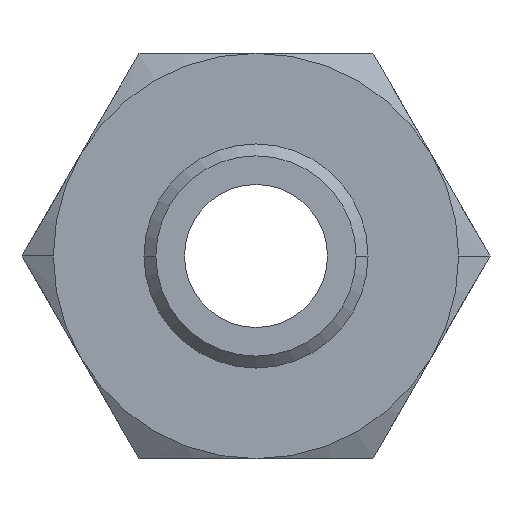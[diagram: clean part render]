
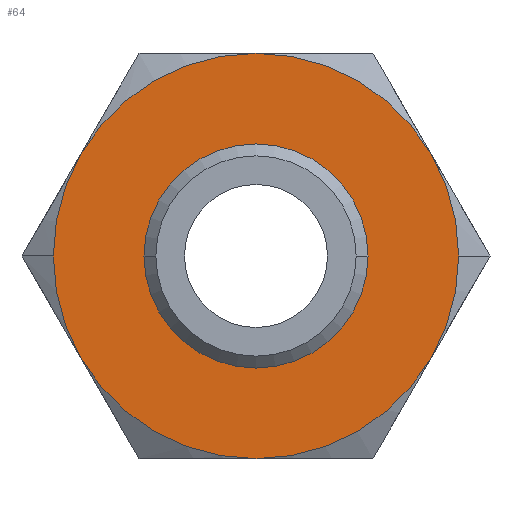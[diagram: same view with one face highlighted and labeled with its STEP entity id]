
A CAD part, front view. The second image highlights one B-rep face of the part: STEP entity #64.
In plain terms, the highlighted planar face has unit normal (0, -1, 0).
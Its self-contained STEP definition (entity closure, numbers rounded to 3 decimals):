
#64=ADVANCED_FACE('',(#158,#159),#160,.T.);
#158=FACE_OUTER_BOUND('',#283,.T.);
#159=FACE_BOUND('',#284,.T.);
#160=PLANE('',#285);
#283=EDGE_LOOP('',(#406,#407,#408,#409,#410,#411,#412,#413));
#284=EDGE_LOOP('',(#414,#415));
#285=AXIS2_PLACEMENT_3D('',#416,#417,#418);
#406=ORIENTED_EDGE('',*,*,#715,.T.);
#407=ORIENTED_EDGE('',*,*,#716,.T.);
#408=ORIENTED_EDGE('',*,*,#717,.T.);
#409=ORIENTED_EDGE('',*,*,#718,.T.);
#410=ORIENTED_EDGE('',*,*,#719,.T.);
#411=ORIENTED_EDGE('',*,*,#720,.T.);
#412=ORIENTED_EDGE('',*,*,#721,.T.);
#413=ORIENTED_EDGE('',*,*,#713,.T.);
#414=ORIENTED_EDGE('',*,*,#722,.F.);
#415=ORIENTED_EDGE('',*,*,#723,.F.);
#416=CARTESIAN_POINT('',(-4.25,10.5,0.0));
#417=DIRECTION('',(0.,-1.0,0.0));
#418=DIRECTION('',(-1.0,0.,0.0));
#713=EDGE_CURVE('',#829,#832,#834,.T.);
#715=EDGE_CURVE('',#832,#836,#837,.T.);
#716=EDGE_CURVE('',#836,#838,#839,.T.);
#717=EDGE_CURVE('',#838,#840,#841,.T.);
#718=EDGE_CURVE('',#840,#842,#843,.T.);
#719=EDGE_CURVE('',#842,#844,#845,.T.);
#720=EDGE_CURVE('',#844,#846,#847,.T.);
#721=EDGE_CURVE('',#846,#829,#848,.T.);
#722=EDGE_CURVE('',#849,#850,#851,.T.);
#723=EDGE_CURVE('',#850,#849,#852,.T.);
#829=VERTEX_POINT('',#993);
#832=VERTEX_POINT('',#1007);
#834=CIRCLE('',#1020,8.5);
#836=VERTEX_POINT('',#1022);
#837=CIRCLE('',#1023,8.5);
#838=VERTEX_POINT('',#1024);
#839=CIRCLE('',#1025,8.5);
#840=VERTEX_POINT('',#1026);
#841=CIRCLE('',#1027,8.5);
#842=VERTEX_POINT('',#1028);
#843=CIRCLE('',#1029,8.5);
#844=VERTEX_POINT('',#1030);
#845=CIRCLE('',#1031,8.5);
#846=VERTEX_POINT('',#1032);
#847=CIRCLE('',#1033,8.5);
#848=CIRCLE('',#1034,8.5);
#849=VERTEX_POINT('',#1035);
#850=VERTEX_POINT('',#1036);
#851=CIRCLE('',#1037,4.7);
#852=CIRCLE('',#1038,4.7);
#993=CARTESIAN_POINT('',(0.,10.5,8.5));
#1007=CARTESIAN_POINT('',(-7.361,10.5,4.25));
#1020=AXIS2_PLACEMENT_3D('',#1322,#1323,#1324);
#1022=CARTESIAN_POINT('',(-8.5,10.5,0.));
#1023=AXIS2_PLACEMENT_3D('',#1325,#1326,#1327);
#1024=CARTESIAN_POINT('',(-7.361,10.5,-4.25));
#1025=AXIS2_PLACEMENT_3D('',#1328,#1329,#1330);
#1026=CARTESIAN_POINT('',(0.,10.5,-8.5));
#1027=AXIS2_PLACEMENT_3D('',#1331,#1332,#1333);
#1028=CARTESIAN_POINT('',(7.361,10.5,-4.25));
#1029=AXIS2_PLACEMENT_3D('',#1334,#1335,#1336);
#1030=CARTESIAN_POINT('',(8.5,10.5,0.));
#1031=AXIS2_PLACEMENT_3D('',#1337,#1338,#1339);
#1032=CARTESIAN_POINT('',(7.361,10.5,4.25));
#1033=AXIS2_PLACEMENT_3D('',#1340,#1341,#1342);
#1034=AXIS2_PLACEMENT_3D('',#1343,#1344,#1345);
#1035=CARTESIAN_POINT('',(-4.7,10.5,0.));
#1036=CARTESIAN_POINT('',(4.7,10.5,0.));
#1037=AXIS2_PLACEMENT_3D('',#1346,#1347,#1348);
#1038=AXIS2_PLACEMENT_3D('',#1349,#1350,#1351);
#1322=CARTESIAN_POINT('',(0.,10.5,0.0));
#1323=DIRECTION('',(0.,-1.0,0.0));
#1324=DIRECTION('',(-1.0,0.,0.0));
#1325=CARTESIAN_POINT('',(0.,10.5,0.0));
#1326=DIRECTION('',(0.,-1.0,0.0));
#1327=DIRECTION('',(-1.0,0.,0.0));
#1328=CARTESIAN_POINT('',(0.,10.5,0.0));
#1329=DIRECTION('',(0.,-1.0,0.0));
#1330=DIRECTION('',(-1.0,0.,0.0));
#1331=CARTESIAN_POINT('',(0.,10.5,0.0));
#1332=DIRECTION('',(0.,-1.0,0.0));
#1333=DIRECTION('',(-1.0,0.,0.0));
#1334=CARTESIAN_POINT('',(0.,10.5,0.0));
#1335=DIRECTION('',(0.,-1.0,0.0));
#1336=DIRECTION('',(-1.0,0.,0.0));
#1337=CARTESIAN_POINT('',(0.,10.5,0.0));
#1338=DIRECTION('',(0.,-1.0,0.0));
#1339=DIRECTION('',(-1.0,0.,0.0));
#1340=CARTESIAN_POINT('',(0.,10.5,0.0));
#1341=DIRECTION('',(0.,-1.0,0.0));
#1342=DIRECTION('',(-1.0,0.,0.0));
#1343=CARTESIAN_POINT('',(0.,10.5,0.0));
#1344=DIRECTION('',(0.,-1.0,0.0));
#1345=DIRECTION('',(-1.0,0.,0.0));
#1346=CARTESIAN_POINT('',(0.0,10.5,0.0));
#1347=DIRECTION('',(0.,-1.0,0.0));
#1348=DIRECTION('',(1.0,0.,0.0));
#1349=CARTESIAN_POINT('',(0.0,10.5,0.0));
#1350=DIRECTION('',(0.,-1.0,0.0));
#1351=DIRECTION('',(1.0,0.,0.0));
